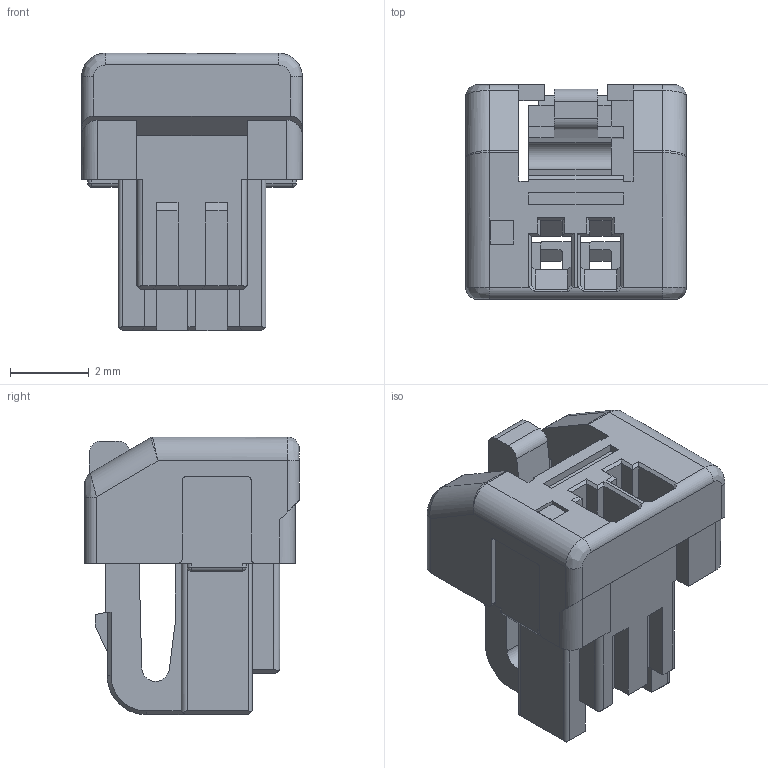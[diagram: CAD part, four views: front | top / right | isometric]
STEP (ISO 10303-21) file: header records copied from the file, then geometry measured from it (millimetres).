
FILE_DESCRIPTION((''),'2;1');
FILE_NAME('5023800200','2016-03-18T',('me'),(''),'PRO/ENGINEER BY PARAMETRIC TECHNOLOGY CORPORATION, 2012310','PRO/ENGINEER BY PARAMETRIC TECHNOLOGY CORPORATION, 2012310','');
FILE_SCHEMA(('CONFIG_CONTROL_DESIGN'));
Length unit declared in the file: millimetre
Products named in the file (1): 5023800200
Bounding box: 5.6 x 5.45 x 7.05 mm (x, y, z)
Volume: 90.5 mm3; surface area: 308.3 mm2
Topology: 1 solids, 1 shells, 311 faces, 856 edges, 539 vertices
Faces by surface type: plane 249, cylinder 50, bspline 6, sphere 4, cone 2
Entity records: 10025 total; most frequent: CARTESIAN_POINT 2108, ORIENTED_EDGE 1712, DIRECTION 1532, EDGE_CURVE 856, VECTOR 736, LINE 736, VERTEX_POINT 539, AXIS2_PLACEMENT_3D 398
